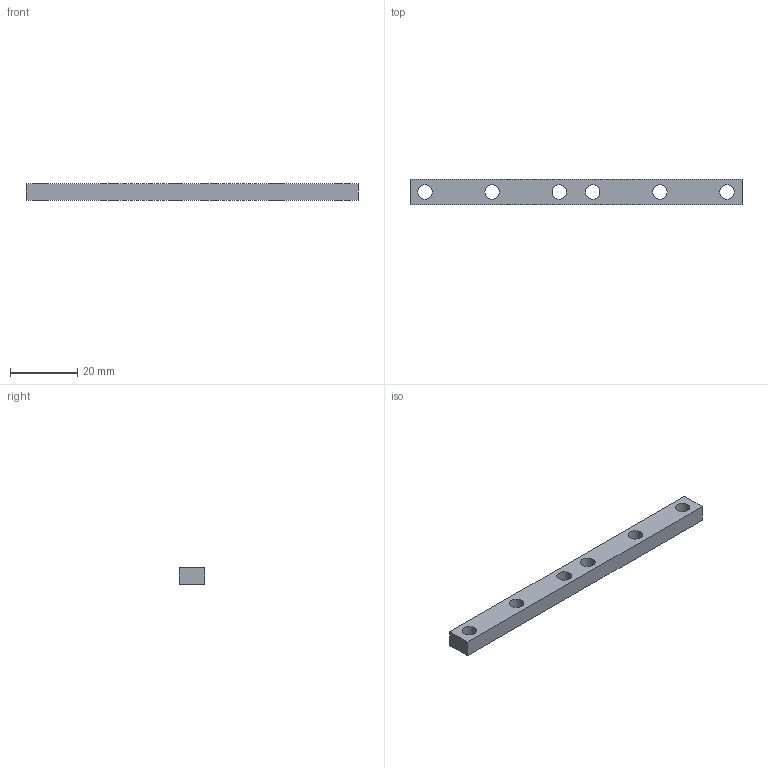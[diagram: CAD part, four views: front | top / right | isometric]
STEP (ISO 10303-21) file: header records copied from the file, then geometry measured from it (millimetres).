
FILE_DESCRIPTION(/* description */ ('Alibre Inc.'),/* implementation_level */ '2;1');
FILE_NAME(/* name */ 'export-DC45170C-503A-449B-8FBB-BC064EB33E71',/* time_stamp */ '2024-10-11T15:05:28-07:00',/* author */ (''),/* organization */ (''),/* preprocessor_version */ 'ST-DEVELOPER v17',/* originating_system */ 'Alibre',/* authorisation */ '');
FILE_SCHEMA (('CONFIG_CONTROL_DESIGN'));
Length unit declared in the file: centimetre
Bounding box: 99 x 7.5 x 5 mm (x, y, z)
Volume: 3276.8 mm3; surface area: 2781 mm2
Topology: 1 solids, 1 shells, 12 faces, 30 edges, 20 vertices
Faces by surface type: plane 6, cylinder 6
Full cylindrical faces by diameter (mm): 4.3 x6
Entity records: 439 total; most frequent: CARTESIAN_POINT 56, DIRECTION 54, ORIENTED_EDGE 48, EDGE_LOOP 30, FACE_BOUND 30, EDGE_CURVE 24, AXIS2_PLACEMENT_3D 24, VERTEX_POINT 20
